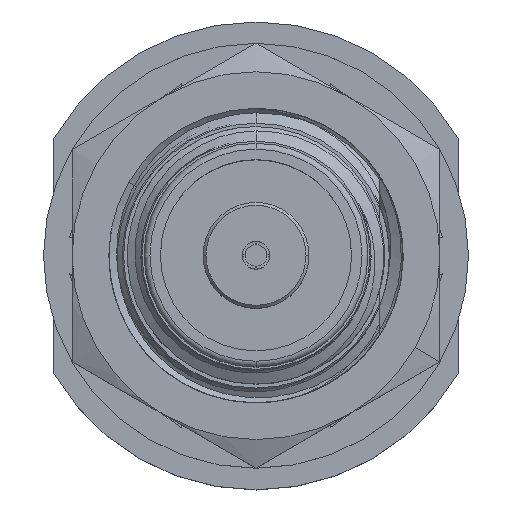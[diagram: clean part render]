
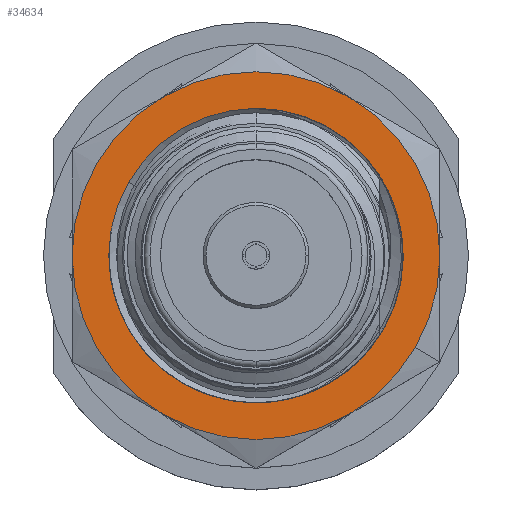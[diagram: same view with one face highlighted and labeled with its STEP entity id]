
A CAD part, top view. The second image highlights one B-rep face of the part: STEP entity #34634.
In plain terms, the highlighted face is planar.
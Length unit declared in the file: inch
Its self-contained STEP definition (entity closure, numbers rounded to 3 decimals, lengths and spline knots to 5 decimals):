
#296 = AXIS2_PLACEMENT_3D ( 'NONE', #50875, #84869, #77457 ) ;
#2231 = DIRECTION ( 'NONE',  ( 0., -0.5, 0.866 ) ) ;
#2503 = CIRCLE ( 'NONE', #73066, 0.3125 ) ;
#2603 = PLANE ( 'NONE',  #21041 ) ;
#4128 = EDGE_LOOP ( 'NONE', ( #96364, #113101 ) ) ;
#6068 = AXIS2_PLACEMENT_3D ( 'NONE', #30940, #58516, #94129 ) ;
#7285 = DIRECTION ( 'NONE',  ( 0., -0.5, 0.866 ) ) ;
#9338 = VERTEX_POINT ( 'NONE', #84612 ) ;
#9394 = AXIS2_PLACEMENT_3D ( 'NONE', #114178, #113412, #86935 ) ;
#10809 = CARTESIAN_POINT ( 'NONE',  ( 0.43641, 0.12507, -0.21663 ) ) ;
#11075 = DIRECTION ( 'NONE',  ( -1., 0., 0. ) ) ;
#11639 = AXIS2_PLACEMENT_3D ( 'NONE', #14354, #22908, #76736 ) ;
#11952 = CARTESIAN_POINT ( 'NONE',  ( 0.43641, 0.27063, -0.15625 ) ) ;
#12843 = CIRCLE ( 'NONE', #16847, 0.25015 ) ;
#13571 = CIRCLE ( 'NONE', #35800, 0.3125 ) ;
#14354 = CARTESIAN_POINT ( 'NONE',  ( 0.43641, 0., 0. ) ) ;
#16847 = AXIS2_PLACEMENT_3D ( 'NONE', #67147, #58121, #57341 ) ;
#17154 = EDGE_CURVE ( 'NONE', #62878, #107648, #111883, .T. ) ;
#19539 = EDGE_CURVE ( 'NONE', #39889, #78460, #32094, .T. ) ;
#19668 = CARTESIAN_POINT ( 'NONE',  ( 0.43641, 0., 0. ) ) ;
#20209 = AXIS2_PLACEMENT_3D ( 'NONE', #75846, #111702, #94532 ) ;
#20825 = DIRECTION ( 'NONE',  ( 1., 0., 0. ) ) ;
#21041 = AXIS2_PLACEMENT_3D ( 'NONE', #46949, #20825, #2231 ) ;
#21480 = CIRCLE ( 'NONE', #11639, 0.3125 ) ;
#22908 = DIRECTION ( 'NONE',  ( -1., 0., 0. ) ) ;
#30453 = EDGE_CURVE ( 'NONE', #62878, #100018, #73835, .T. ) ;
#30940 = CARTESIAN_POINT ( 'NONE',  ( 0.43641, 0., 0. ) ) ;
#32094 = CIRCLE ( 'NONE', #9394, 0.25015 ) ;
#34634 = ADVANCED_FACE ( 'NONE', ( #84492, #99777 ), #2603, .F. ) ;
#35331 = DIRECTION ( 'NONE',  ( -1., 0., 0. ) ) ;
#35800 = AXIS2_PLACEMENT_3D ( 'NONE', #19668, #11075, #37574 ) ;
#36785 = EDGE_CURVE ( 'NONE', #82890, #100018, #21480, .T. ) ;
#37574 = DIRECTION ( 'NONE',  ( 0., -0.5, 0.866 ) ) ;
#39223 = VERTEX_POINT ( 'NONE', #80564 ) ;
#39447 = CARTESIAN_POINT ( 'NONE',  ( 0.43641, -0.27063, 0.15625 ) ) ;
#39889 = VERTEX_POINT ( 'NONE', #10809 ) ;
#40484 = CIRCLE ( 'NONE', #6068, 0.3125 ) ;
#44439 = CARTESIAN_POINT ( 'NONE',  ( 0.43641, -0.12507, 0.21663 ) ) ;
#44982 = EDGE_CURVE ( 'NONE', #107648, #9338, #70791, .T. ) ;
#46609 = AXIS2_PLACEMENT_3D ( 'NONE', #91251, #100556, #101326 ) ;
#46949 = CARTESIAN_POINT ( 'NONE',  ( 0.43641, 0., 0. ) ) ;
#50875 = CARTESIAN_POINT ( 'NONE',  ( 0.43641, 0., 0. ) ) ;
#52841 = CARTESIAN_POINT ( 'NONE',  ( 0.43641, 0., 0. ) ) ;
#53306 = EDGE_CURVE ( 'NONE', #78460, #39889, #12843, .T. ) ;
#54893 = CARTESIAN_POINT ( 'NONE',  ( 0.43641, 0., -0.3125 ) ) ;
#54998 = ORIENTED_EDGE ( 'NONE', *, *, #30453, .F. ) ;
#55102 = ORIENTED_EDGE ( 'NONE', *, *, #36785, .T. ) ;
#57024 = EDGE_CURVE ( 'NONE', #39223, #92560, #40484, .T. ) ;
#57341 = DIRECTION ( 'NONE',  ( 0., -0.5, 0.866 ) ) ;
#58121 = DIRECTION ( 'NONE',  ( 1., 0., 0. ) ) ;
#58516 = DIRECTION ( 'NONE',  ( -1., 0., 0. ) ) ;
#61199 = EDGE_CURVE ( 'NONE', #92560, #82890, #13571, .T. ) ;
#62878 = VERTEX_POINT ( 'NONE', #39447 ) ;
#67147 = CARTESIAN_POINT ( 'NONE',  ( 0.43641, 0., 0. ) ) ;
#70791 = CIRCLE ( 'NONE', #20209, 0.3125 ) ;
#73066 = AXIS2_PLACEMENT_3D ( 'NONE', #52841, #35331, #7285 ) ;
#73835 = CIRCLE ( 'NONE', #46609, 0.3125 ) ;
#74429 = EDGE_LOOP ( 'NONE', ( #85407, #97931, #85513, #92104, #90075, #55102, #54998 ) ) ;
#75846 = CARTESIAN_POINT ( 'NONE',  ( 0.43641, 0., 0. ) ) ;
#76736 = DIRECTION ( 'NONE',  ( 0., -0.5, 0.866 ) ) ;
#77457 = DIRECTION ( 'NONE',  ( 0., -0.5, 0.866 ) ) ;
#78460 = VERTEX_POINT ( 'NONE', #44439 ) ;
#80564 = CARTESIAN_POINT ( 'NONE',  ( 0.43641, 0.27063, 0.15625 ) ) ;
#81521 = CARTESIAN_POINT ( 'NONE',  ( 0.43641, -0.15625, 0.27063 ) ) ;
#82890 = VERTEX_POINT ( 'NONE', #54893 ) ;
#84492 = FACE_BOUND ( 'NONE', #4128, .T. ) ;
#84612 = CARTESIAN_POINT ( 'NONE',  ( 0.43641, 0., 0.3125 ) ) ;
#84869 = DIRECTION ( 'NONE',  ( -1., 0., 0. ) ) ;
#85407 = ORIENTED_EDGE ( 'NONE', *, *, #17154, .T. ) ;
#85513 = ORIENTED_EDGE ( 'NONE', *, *, #90639, .T. ) ;
#86935 = DIRECTION ( 'NONE',  ( 0., -0.5, 0.866 ) ) ;
#90075 = ORIENTED_EDGE ( 'NONE', *, *, #61199, .T. ) ;
#90639 = EDGE_CURVE ( 'NONE', #9338, #39223, #2503, .T. ) ;
#91251 = CARTESIAN_POINT ( 'NONE',  ( 0.43641, 0., 0. ) ) ;
#92104 = ORIENTED_EDGE ( 'NONE', *, *, #57024, .T. ) ;
#92560 = VERTEX_POINT ( 'NONE', #11952 ) ;
#94129 = DIRECTION ( 'NONE',  ( 0., -0.5, 0.866 ) ) ;
#94532 = DIRECTION ( 'NONE',  ( 0., -0.5, 0.866 ) ) ;
#96364 = ORIENTED_EDGE ( 'NONE', *, *, #19539, .T. ) ;
#97931 = ORIENTED_EDGE ( 'NONE', *, *, #44982, .T. ) ;
#99777 = FACE_OUTER_BOUND ( 'NONE', #74429, .T. ) ;
#100018 = VERTEX_POINT ( 'NONE', #109909 ) ;
#100556 = DIRECTION ( 'NONE',  ( 1., 0., 0. ) ) ;
#101326 = DIRECTION ( 'NONE',  ( 0., -0.5, 0.866 ) ) ;
#107648 = VERTEX_POINT ( 'NONE', #81521 ) ;
#109909 = CARTESIAN_POINT ( 'NONE',  ( 0.43641, -0.27063, -0.15625 ) ) ;
#111702 = DIRECTION ( 'NONE',  ( -1., 0., 0. ) ) ;
#111883 = CIRCLE ( 'NONE', #296, 0.3125 ) ;
#113101 = ORIENTED_EDGE ( 'NONE', *, *, #53306, .T. ) ;
#113412 = DIRECTION ( 'NONE',  ( 1., 0., 0. ) ) ;
#114178 = CARTESIAN_POINT ( 'NONE',  ( 0.43641, 0., 0. ) ) ;
